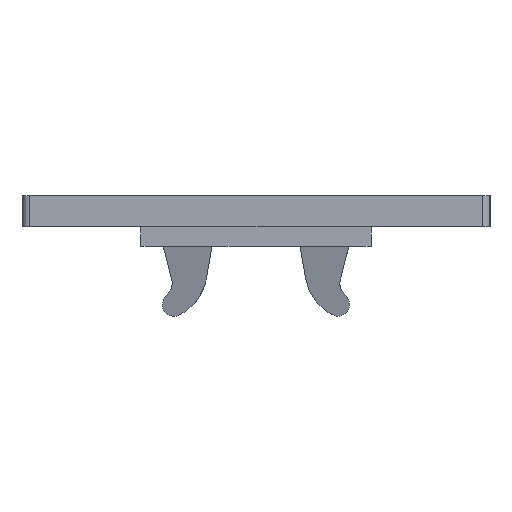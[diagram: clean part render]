
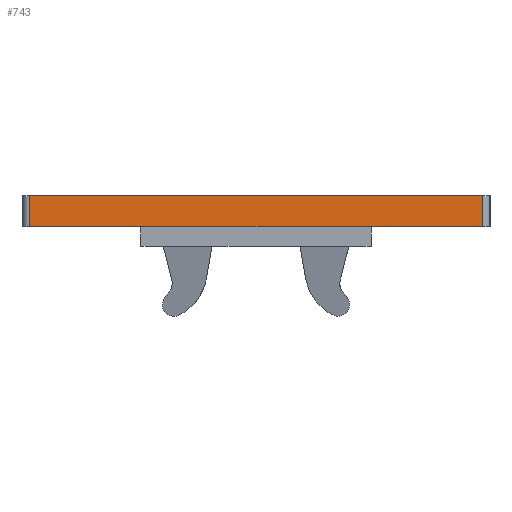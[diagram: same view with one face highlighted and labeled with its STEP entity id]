
A CAD part, left-side view. The second image highlights one B-rep face of the part: STEP entity #743.
In plain terms, the highlighted planar face has unit normal (-1, 0, 0).
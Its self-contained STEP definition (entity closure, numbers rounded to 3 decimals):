
#479=FACE_OUTER_BOUND('',#1267,.T.);
#743=ADVANCED_FACE('',(#479),#980,.T.);
#980=PLANE('',#5259);
#1267=EDGE_LOOP('',(#2152,#2153,#2154,#2155));
#2152=ORIENTED_EDGE('',*,*,#3640,.F.);
#2153=ORIENTED_EDGE('',*,*,#3641,.T.);
#2154=ORIENTED_EDGE('',*,*,#3642,.T.);
#2155=ORIENTED_EDGE('',*,*,#3643,.T.);
#3058=VERTEX_POINT('',#7905);
#3059=VERTEX_POINT('',#7906);
#3060=VERTEX_POINT('',#7908);
#3061=VERTEX_POINT('',#7910);
#3640=EDGE_CURVE('',#3058,#3059,#4260,.T.);
#3641=EDGE_CURVE('',#3058,#3060,#4261,.T.);
#3642=EDGE_CURVE('',#3060,#3061,#4262,.T.);
#3643=EDGE_CURVE('',#3061,#3059,#4263,.T.);
#4260=LINE('',#7904,#4818);
#4261=LINE('',#7907,#4819);
#4262=LINE('',#7909,#4820);
#4263=LINE('',#7911,#4821);
#4818=VECTOR('',#6149,1.);
#4819=VECTOR('',#6150,1.);
#4820=VECTOR('',#6151,1.);
#4821=VECTOR('',#6152,1.);
#5259=AXIS2_PLACEMENT_3D('',#7912,#6153,#6154);
#6149=DIRECTION('',(0.,1.,0.));
#6150=DIRECTION('',(0.,0.,1.));
#6151=DIRECTION('',(0.,1.,0.));
#6152=DIRECTION('',(0.,0.,-1.));
#6153=DIRECTION('',(-1.,0.,0.));
#6154=DIRECTION('',(0.,0.,1.));
#7904=CARTESIAN_POINT('',(0.,-12.,-0.8));
#7905=CARTESIAN_POINT('',(0.,-11.8,-0.8));
#7906=CARTESIAN_POINT('',(0.,-0.2,-0.8));
#7907=CARTESIAN_POINT('',(0.,-11.8,0.));
#7908=CARTESIAN_POINT('',(0.,-11.8,0.));
#7909=CARTESIAN_POINT('',(0.,-12.,0.));
#7910=CARTESIAN_POINT('',(0.,-0.2,0.));
#7911=CARTESIAN_POINT('',(0.,-0.2,0.));
#7912=CARTESIAN_POINT('',(0.,-12.,0.));
